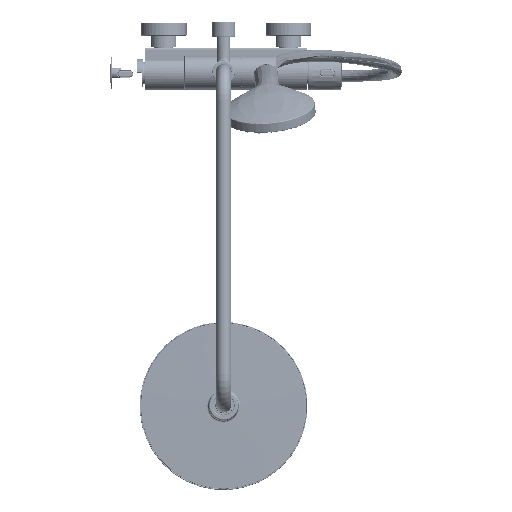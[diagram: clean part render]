
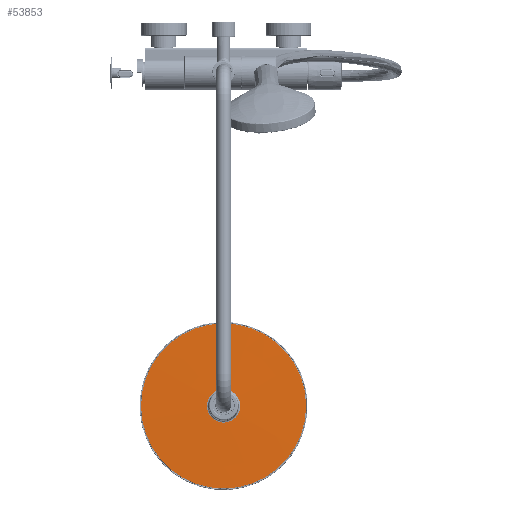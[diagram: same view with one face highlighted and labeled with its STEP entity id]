
A CAD part, top view. The second image highlights one B-rep face of the part: STEP entity #53853.
In plain terms, the highlighted conical face has half-angle 89.29 degrees and reference radius 59.61 mm.
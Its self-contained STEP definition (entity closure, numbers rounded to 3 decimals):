
#1291=CONICAL_SURFACE('',#59219,59.61,1.558);
#7873=FACE_OUTER_BOUND('',#11728,.T.);
#11728=EDGE_LOOP('',(#41238,#41239,#41240,#41241,#41242,#41243));
#16126=CIRCLE('',#59217,20.01);
#16127=CIRCLE('',#59218,20.01);
#16128=CIRCLE('',#59220,99.211);
#16129=CIRCLE('',#59221,99.211);
#18688=LINE('',#99468,#20787);
#20787=VECTOR('',#69178,59.61);
#23870=VERTEX_POINT('',#99458);
#23871=VERTEX_POINT('',#99460);
#23872=VERTEX_POINT('',#99464);
#23873=VERTEX_POINT('',#99465);
#30247=EDGE_CURVE('',#23871,#23870,#16126,.T.);
#30248=EDGE_CURVE('',#23870,#23871,#16127,.T.);
#30249=EDGE_CURVE('',#23872,#23873,#16128,.T.);
#30250=EDGE_CURVE('',#23873,#23872,#16129,.T.);
#30251=EDGE_CURVE('',#23873,#23871,#18688,.T.);
#41238=ORIENTED_EDGE('',*,*,#30249,.F.);
#41239=ORIENTED_EDGE('',*,*,#30250,.F.);
#41240=ORIENTED_EDGE('',*,*,#30251,.T.);
#41241=ORIENTED_EDGE('',*,*,#30247,.T.);
#41242=ORIENTED_EDGE('',*,*,#30248,.T.);
#41243=ORIENTED_EDGE('',*,*,#30251,.F.);
#53853=ADVANCED_FACE('',(#7873),#1291,.T.);
#59217=AXIS2_PLACEMENT_3D('',#99461,#69168,#69169);
#59218=AXIS2_PLACEMENT_3D('',#99462,#69170,#69171);
#59219=AXIS2_PLACEMENT_3D('',#99463,#69172,#69173);
#59220=AXIS2_PLACEMENT_3D('',#99466,#69174,#69175);
#59221=AXIS2_PLACEMENT_3D('',#99467,#69176,#69177);
#69168=DIRECTION('center_axis',(1.,0.,0.));
#69169=DIRECTION('ref_axis',(0.,1.,0.));
#69170=DIRECTION('center_axis',(1.,0.,0.));
#69171=DIRECTION('ref_axis',(0.,1.,0.));
#69172=DIRECTION('center_axis',(1.,0.,0.));
#69173=DIRECTION('ref_axis',(0.,1.,0.));
#69174=DIRECTION('center_axis',(1.,0.,0.));
#69175=DIRECTION('ref_axis',(0.,1.,0.));
#69176=DIRECTION('center_axis',(1.,0.,0.));
#69177=DIRECTION('ref_axis',(0.,1.,0.));
#69178=DIRECTION('',(-0.012,1.,0.));
#99458=CARTESIAN_POINT('',(-1008.601,-539.05,-0.211));
#99460=CARTESIAN_POINT('',(-1008.601,-579.068,0.));
#99461=CARTESIAN_POINT('Origin',(-1008.601,-559.059,0.));
#99462=CARTESIAN_POINT('Origin',(-1008.601,-559.059,0.));
#99463=CARTESIAN_POINT('Origin',(-1008.11,-559.059,0.));
#99464=CARTESIAN_POINT('',(-1007.62,-658.269,0.48));
#99465=CARTESIAN_POINT('',(-1007.62,-658.27,0.));
#99466=CARTESIAN_POINT('Origin',(-1007.62,-559.059,0.));
#99467=CARTESIAN_POINT('Origin',(-1007.62,-559.059,0.));
#99468=CARTESIAN_POINT('',(-1008.11,-618.669,0.));
